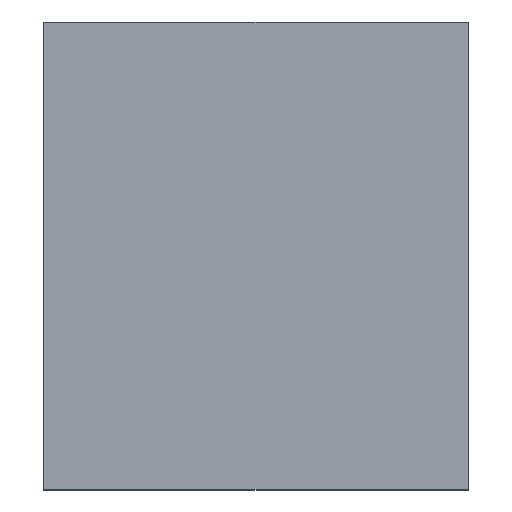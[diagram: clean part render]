
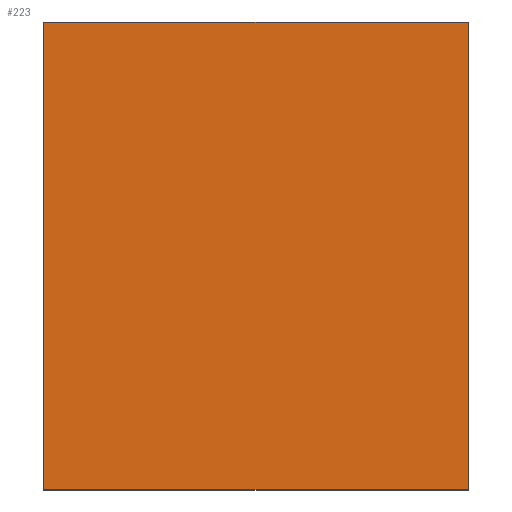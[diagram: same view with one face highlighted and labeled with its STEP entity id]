
A CAD part, top view. The second image highlights one B-rep face of the part: STEP entity #223.
In plain terms, the highlighted planar face has unit normal (0, 0, 1).
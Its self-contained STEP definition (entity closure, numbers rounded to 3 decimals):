
#1 = DIRECTION ( 'NONE',  ( 0., 1., 0. ) ) ;
#2 = LINE ( 'NONE', #38, #181 ) ;
#18 = CARTESIAN_POINT ( 'NONE',  ( 75.8, 83.5, 2. ) ) ;
#22 = EDGE_CURVE ( 'NONE', #25, #195, #91, .T. ) ;
#25 = VERTEX_POINT ( 'NONE', #138 ) ;
#32 = CARTESIAN_POINT ( 'NONE',  ( 0., 83.5, 2. ) ) ;
#38 = CARTESIAN_POINT ( 'NONE',  ( 75.8, 0., 2. ) ) ;
#43 = FACE_OUTER_BOUND ( 'NONE', #179, .T. ) ;
#50 = VECTOR ( 'NONE', #78, 1000. ) ;
#67 = DIRECTION ( 'NONE',  ( 0., -1., 0. ) ) ;
#69 = VECTOR ( 'NONE', #67, 1000. ) ;
#70 = ORIENTED_EDGE ( 'NONE', *, *, #196, .T. ) ;
#78 = DIRECTION ( 'NONE',  ( 1., 0., 0. ) ) ;
#79 = PLANE ( 'NONE',  #150 ) ;
#89 = LINE ( 'NONE', #32, #193 ) ;
#91 = LINE ( 'NONE', #142, #69 ) ;
#102 = ORIENTED_EDGE ( 'NONE', *, *, #22, .T. ) ;
#105 = ORIENTED_EDGE ( 'NONE', *, *, #191, .T. ) ;
#120 = ORIENTED_EDGE ( 'NONE', *, *, #156, .T. ) ;
#123 = VERTEX_POINT ( 'NONE', #18 ) ;
#138 = CARTESIAN_POINT ( 'NONE',  ( 0., 83.5, 2. ) ) ;
#142 = CARTESIAN_POINT ( 'NONE',  ( 0., 0., 2. ) ) ;
#149 = DIRECTION ( 'NONE',  ( 0., 0., -1. ) ) ;
#150 = AXIS2_PLACEMENT_3D ( 'NONE', #188, #149, #202 ) ;
#156 = EDGE_CURVE ( 'NONE', #123, #25, #89, .T. ) ;
#160 = DIRECTION ( 'NONE',  ( -1., 0., 0. ) ) ;
#167 = CARTESIAN_POINT ( 'NONE',  ( 0., 0., 2. ) ) ;
#179 = EDGE_LOOP ( 'NONE', ( #102, #70, #105, #120 ) ) ;
#181 = VECTOR ( 'NONE', #1, 1000. ) ;
#182 = CARTESIAN_POINT ( 'NONE',  ( 0., 0., 2. ) ) ;
#188 = CARTESIAN_POINT ( 'NONE',  ( 0., 0., 2. ) ) ;
#191 = EDGE_CURVE ( 'NONE', #211, #123, #2, .T. ) ;
#193 = VECTOR ( 'NONE', #160, 1000. ) ;
#195 = VERTEX_POINT ( 'NONE', #167 ) ;
#196 = EDGE_CURVE ( 'NONE', #195, #211, #203, .T. ) ;
#202 = DIRECTION ( 'NONE',  ( -1., 0., 0. ) ) ;
#203 = LINE ( 'NONE', #182, #50 ) ;
#204 = CARTESIAN_POINT ( 'NONE',  ( 75.8, 0., 2. ) ) ;
#211 = VERTEX_POINT ( 'NONE', #204 ) ;
#223 = ADVANCED_FACE ( 'NONE', ( #43 ), #79, .F. ) ;
